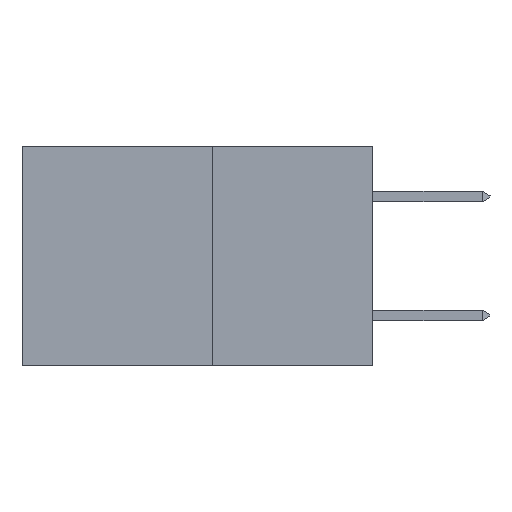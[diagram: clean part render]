
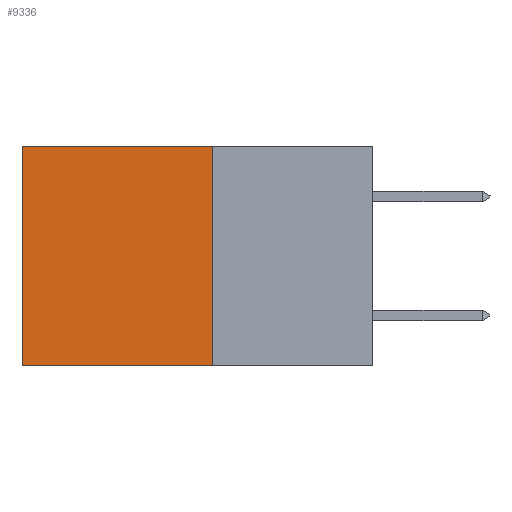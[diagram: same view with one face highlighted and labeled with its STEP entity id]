
A CAD part, left-side view. The second image highlights one B-rep face of the part: STEP entity #9336.
In plain terms, the highlighted planar face has unit normal (-1, 0, 0).
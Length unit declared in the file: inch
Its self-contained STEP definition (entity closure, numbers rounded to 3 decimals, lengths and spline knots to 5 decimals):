
#739 = VECTOR ( 'NONE', #9423, 39.37008 ) ;
#1012 = CARTESIAN_POINT ( 'NONE',  ( 0.277, 0.27, -0.37 ) ) ;
#2251 = CARTESIAN_POINT ( 'NONE',  ( 0.277, 0.27, -0.37 ) ) ;
#2285 = ORIENTED_EDGE ( 'NONE', *, *, #8620, .F. ) ;
#2690 = EDGE_LOOP ( 'NONE', ( #11021, #12186, #2285, #6101 ) ) ;
#2898 = LINE ( 'NONE', #2988, #8957 ) ;
#2988 = CARTESIAN_POINT ( 'NONE',  ( 0.277, 0.59, -0.37 ) ) ;
#3075 = VERTEX_POINT ( 'NONE', #12636 ) ;
#3311 = CARTESIAN_POINT ( 'NONE',  ( 0.277, 0.27, -0.37 ) ) ;
#3458 = DIRECTION ( 'NONE',  ( 1., 0., 0. ) ) ;
#3829 = CARTESIAN_POINT ( 'NONE',  ( 0.277, 0.27, 0. ) ) ;
#4505 = VECTOR ( 'NONE', #10749, 39.37008 ) ;
#5033 = CARTESIAN_POINT ( 'NONE',  ( 0.277, 0.59, -0.37 ) ) ;
#5121 = AXIS2_PLACEMENT_3D ( 'NONE', #2251, #3458, #11980 ) ;
#5415 = LINE ( 'NONE', #1012, #8235 ) ;
#6101 = ORIENTED_EDGE ( 'NONE', *, *, #15543, .T. ) ;
#7578 = LINE ( 'NONE', #11841, #739 ) ;
#7711 = LINE ( 'NONE', #15559, #4505 ) ;
#8185 = VERTEX_POINT ( 'NONE', #3829 ) ;
#8235 = VECTOR ( 'NONE', #9515, 39.37008 ) ;
#8620 = EDGE_CURVE ( 'NONE', #8185, #13843, #7711, .T. ) ;
#8957 = VECTOR ( 'NONE', #13906, 39.37008 ) ;
#9336 = ADVANCED_FACE ( 'NONE', ( #10747 ), #9509, .F. ) ;
#9423 = DIRECTION ( 'NONE',  ( 0., 1., 0. ) ) ;
#9509 = PLANE ( 'NONE',  #5121 ) ;
#9515 = DIRECTION ( 'NONE',  ( 0., 1., 0. ) ) ;
#10747 = FACE_OUTER_BOUND ( 'NONE', #2690, .T. ) ;
#10749 = DIRECTION ( 'NONE',  ( 0., 0., -1. ) ) ;
#11021 = ORIENTED_EDGE ( 'NONE', *, *, #14307, .T. ) ;
#11841 = CARTESIAN_POINT ( 'NONE',  ( 0.277, 0.27, 0. ) ) ;
#11942 = EDGE_CURVE ( 'NONE', #13843, #15127, #5415, .T. ) ;
#11980 = DIRECTION ( 'NONE',  ( 0., 0., -1. ) ) ;
#12186 = ORIENTED_EDGE ( 'NONE', *, *, #11942, .F. ) ;
#12636 = CARTESIAN_POINT ( 'NONE',  ( 0.277, 0.59, 0. ) ) ;
#13843 = VERTEX_POINT ( 'NONE', #3311 ) ;
#13906 = DIRECTION ( 'NONE',  ( 0., 0., -1. ) ) ;
#14307 = EDGE_CURVE ( 'NONE', #3075, #15127, #2898, .T. ) ;
#15127 = VERTEX_POINT ( 'NONE', #5033 ) ;
#15543 = EDGE_CURVE ( 'NONE', #8185, #3075, #7578, .T. ) ;
#15559 = CARTESIAN_POINT ( 'NONE',  ( 0.277, 0.27, -0.37 ) ) ;
